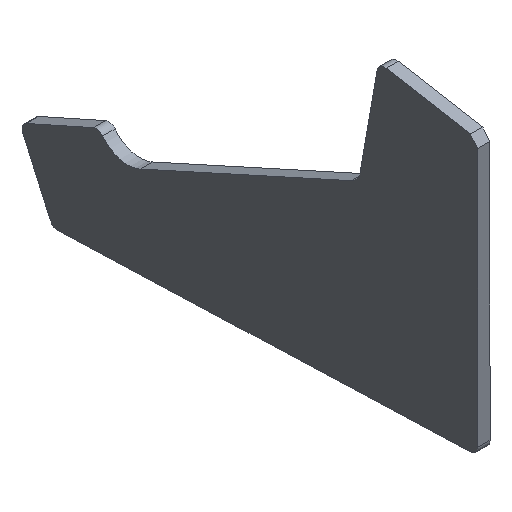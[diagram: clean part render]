
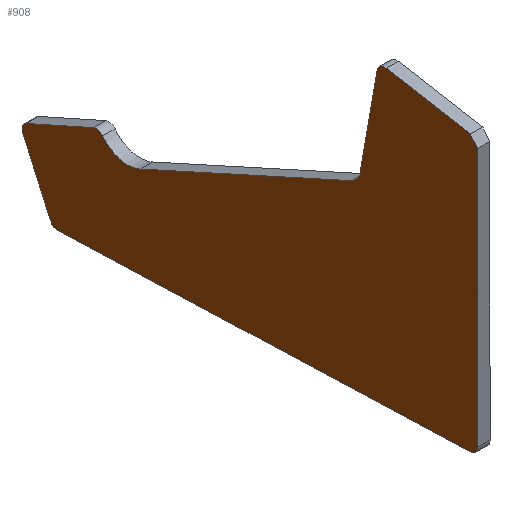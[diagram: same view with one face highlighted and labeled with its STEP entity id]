
A CAD part, isometric view. The second image highlights one B-rep face of the part: STEP entity #908.
In plain terms, the highlighted planar face has unit normal (-1, 0, 0).
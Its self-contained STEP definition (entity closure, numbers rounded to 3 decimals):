
#18=CIRCLE('',#960,10.);
#20=CIRCLE('',#966,10.);
#22=CIRCLE('',#970,20.);
#24=CIRCLE('',#974,40.);
#26=CIRCLE('',#977,10.);
#28=CIRCLE('',#981,10.);
#30=CIRCLE('',#985,10.);
#85=FACE_OUTER_BOUND('',#135,.T.);
#135=EDGE_LOOP('',(#807,#808,#809,#810,#811,#812,#813,#814,#815,#816,#817,
#818,#819,#820,#821));
#219=LINE('',#1403,#331);
#222=LINE('',#1409,#334);
#225=LINE('',#1415,#337);
#229=LINE('',#1427,#341);
#233=LINE('',#1439,#345);
#238=LINE('',#1457,#350);
#242=LINE('',#1469,#354);
#246=LINE('',#1480,#358);
#331=VECTOR('',#1143,10.);
#334=VECTOR('',#1148,10.);
#337=VECTOR('',#1153,10.);
#341=VECTOR('',#1165,10.);
#345=VECTOR('',#1177,10.);
#350=VECTOR('',#1196,10.);
#354=VECTOR('',#1208,10.);
#358=VECTOR('',#1220,10.);
#414=VERTEX_POINT('',#1393);
#415=VERTEX_POINT('',#1394);
#418=VERTEX_POINT('',#1402);
#420=VERTEX_POINT('',#1408);
#422=VERTEX_POINT('',#1414);
#424=VERTEX_POINT('',#1420);
#426=VERTEX_POINT('',#1426);
#428=VERTEX_POINT('',#1432);
#430=VERTEX_POINT('',#1438);
#432=VERTEX_POINT('',#1444);
#434=VERTEX_POINT('',#1450);
#436=VERTEX_POINT('',#1456);
#438=VERTEX_POINT('',#1462);
#440=VERTEX_POINT('',#1468);
#442=VERTEX_POINT('',#1474);
#525=EDGE_CURVE('',#414,#415,#18,.T.);
#529=EDGE_CURVE('',#418,#414,#219,.T.);
#532=EDGE_CURVE('',#420,#418,#222,.T.);
#535=EDGE_CURVE('',#422,#420,#225,.T.);
#538=EDGE_CURVE('',#424,#422,#20,.T.);
#541=EDGE_CURVE('',#426,#424,#229,.T.);
#544=EDGE_CURVE('',#428,#426,#22,.T.);
#547=EDGE_CURVE('',#430,#428,#233,.T.);
#550=EDGE_CURVE('',#432,#430,#24,.T.);
#553=EDGE_CURVE('',#434,#432,#26,.T.);
#556=EDGE_CURVE('',#436,#434,#238,.T.);
#559=EDGE_CURVE('',#438,#436,#28,.T.);
#562=EDGE_CURVE('',#440,#438,#242,.T.);
#565=EDGE_CURVE('',#442,#440,#30,.T.);
#568=EDGE_CURVE('',#415,#442,#246,.T.);
#807=ORIENTED_EDGE('',*,*,#568,.F.);
#808=ORIENTED_EDGE('',*,*,#525,.F.);
#809=ORIENTED_EDGE('',*,*,#529,.F.);
#810=ORIENTED_EDGE('',*,*,#532,.F.);
#811=ORIENTED_EDGE('',*,*,#535,.F.);
#812=ORIENTED_EDGE('',*,*,#538,.F.);
#813=ORIENTED_EDGE('',*,*,#541,.F.);
#814=ORIENTED_EDGE('',*,*,#544,.F.);
#815=ORIENTED_EDGE('',*,*,#547,.F.);
#816=ORIENTED_EDGE('',*,*,#550,.F.);
#817=ORIENTED_EDGE('',*,*,#553,.F.);
#818=ORIENTED_EDGE('',*,*,#556,.F.);
#819=ORIENTED_EDGE('',*,*,#559,.F.);
#820=ORIENTED_EDGE('',*,*,#562,.F.);
#821=ORIENTED_EDGE('',*,*,#565,.F.);
#861=PLANE('',#989);
#908=ADVANCED_FACE('',(#85),#861,.F.);
#960=AXIS2_PLACEMENT_3D('',#1395,#1135,#1136);
#966=AXIS2_PLACEMENT_3D('',#1421,#1158,#1159);
#970=AXIS2_PLACEMENT_3D('',#1433,#1170,#1171);
#974=AXIS2_PLACEMENT_3D('',#1445,#1182,#1183);
#977=AXIS2_PLACEMENT_3D('',#1451,#1189,#1190);
#981=AXIS2_PLACEMENT_3D('',#1463,#1201,#1202);
#985=AXIS2_PLACEMENT_3D('',#1475,#1213,#1214);
#989=AXIS2_PLACEMENT_3D('',#1483,#1224,#1225);
#1135=DIRECTION('center_axis',(1.,0.,0.));
#1136=DIRECTION('ref_axis',(0.,-1.,0.));
#1143=DIRECTION('',(0.,0.,-1.));
#1148=DIRECTION('',(0.,-0.643,-0.766));
#1153=DIRECTION('',(0.,-0.985,-0.174));
#1158=DIRECTION('center_axis',(1.,0.,0.));
#1159=DIRECTION('ref_axis',(0.,0.985,0.174));
#1165=DIRECTION('',(0.,-0.174,0.985));
#1170=DIRECTION('center_axis',(-1.,0.,0.));
#1171=DIRECTION('ref_axis',(0.,0.985,0.174));
#1177=DIRECTION('',(0.,-0.911,0.412));
#1182=DIRECTION('center_axis',(-1.,0.,0.));
#1183=DIRECTION('ref_axis',(0.,0.412,0.911));
#1189=DIRECTION('center_axis',(1.,0.,0.));
#1190=DIRECTION('ref_axis',(0.,0.407,0.914));
#1196=DIRECTION('',(0.,-0.914,0.407));
#1201=DIRECTION('center_axis',(1.,0.,0.));
#1202=DIRECTION('ref_axis',(0.,0.914,-0.407));
#1208=DIRECTION('',(0.,0.407,0.914));
#1213=DIRECTION('center_axis',(1.,0.,0.));
#1214=DIRECTION('ref_axis',(0.,-0.035,-0.999));
#1220=DIRECTION('',(0.,0.999,-0.035));
#1224=DIRECTION('center_axis',(1.,0.,0.));
#1225=DIRECTION('ref_axis',(0.,0.,-1.));
#1393=CARTESIAN_POINT('',(0.,0.,78.337));
#1394=CARTESIAN_POINT('',(0.,9.651,68.343));
#1395=CARTESIAN_POINT('Origin',(0.,10.,78.337));
#1402=CARTESIAN_POINT('',(0.,0.,417.077));
#1403=CARTESIAN_POINT('',(0.,0.,427.077));
#1408=CARTESIAN_POINT('',(0.,9.848,428.814));
#1409=CARTESIAN_POINT('',(0.,9.848,428.814));
#1414=CARTESIAN_POINT('',(0.,120.152,448.264));
#1415=CARTESIAN_POINT('',(0.,120.152,448.264));
#1420=CARTESIAN_POINT('',(0.,131.736,440.152));
#1421=CARTESIAN_POINT('Origin',(0.,121.888,438.415));
#1426=CARTESIAN_POINT('',(0.,154.213,312.679));
#1427=CARTESIAN_POINT('',(0.,154.213,312.679));
#1432=CARTESIAN_POINT('',(0.,165.67,297.928));
#1433=CARTESIAN_POINT('Origin',(0.,173.91,316.152));
#1438=CARTESIAN_POINT('',(0.,442.015,172.975));
#1439=CARTESIAN_POINT('',(0.,442.015,172.975));
#1444=CARTESIAN_POINT('',(0.,490.935,186.02));
#1445=CARTESIAN_POINT('Origin',(0.,458.495,209.422));
#1450=CARTESIAN_POINT('',(0.,503.112,189.305));
#1451=CARTESIAN_POINT('Origin',(0.,499.045,180.169));
#1456=CARTESIAN_POINT('',(0.,590.865,150.235));
#1457=CARTESIAN_POINT('',(0.,590.865,150.235));
#1462=CARTESIAN_POINT('',(0.,595.933,137.032));
#1463=CARTESIAN_POINT('Origin',(0.,586.797,141.099));
#1468=CARTESIAN_POINT('',(0.,559.586,55.396));
#1469=CARTESIAN_POINT('',(0.,559.586,55.396));
#1474=CARTESIAN_POINT('',(0.,550.102,49.47));
#1475=CARTESIAN_POINT('Origin',(0.,550.451,59.464));
#1480=CARTESIAN_POINT('',(0.,9.651,68.343));
#1483=CARTESIAN_POINT('Origin',(0.,298.399,248.94));
